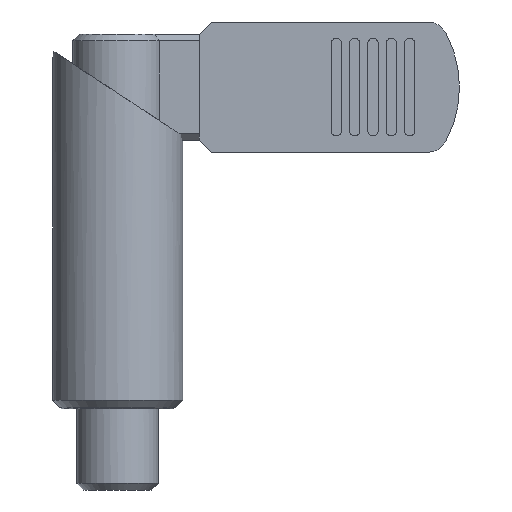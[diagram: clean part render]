
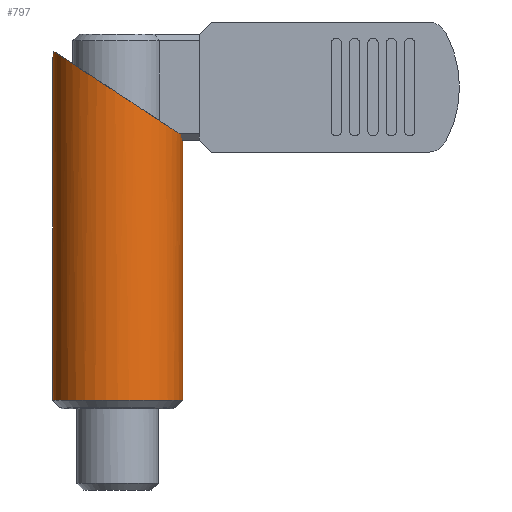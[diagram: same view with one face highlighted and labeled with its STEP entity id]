
A CAD part, front view. The second image highlights one B-rep face of the part: STEP entity #797.
In plain terms, the highlighted cylindrical face has radius 8 mm (diameter 16 mm), a partial arc.
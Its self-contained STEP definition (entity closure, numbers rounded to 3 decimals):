
#733=VERTEX_POINT('',#1762);
#797=ADVANCED_FACE('',(#1840),#1841,.T.);
#825=EDGE_CURVE('',#733,#899,#1876,.T.);
#899=VERTEX_POINT('',#1955);
#1011=VERTEX_POINT('',#2077);
#1133=EDGE_CURVE('',#733,#1443,#2211,.T.);
#1149=EDGE_CURVE('',#1443,#1011,#2228,.T.);
#1307=EDGE_CURVE('',#1417,#899,#2401,.T.);
#1415=EDGE_CURVE('',#1417,#1011,#2528,.T.);
#1417=VERTEX_POINT('',#2530);
#1443=VERTEX_POINT('',#2559);
#1762=CARTESIAN_POINT('',(8.0,0.,33.5));
#1840=FACE_OUTER_BOUND('',#3065,.T.);
#1841=CYLINDRICAL_SURFACE('',#3066,8.0);
#1876=LINE('',#3111,#3112);
#1955=CARTESIAN_POINT('',(8.0,0.,1.));
#2077=CARTESIAN_POINT('',(-8.,0.,42.888));
#2211=ELLIPSE('',#3552,9.569,8.0);
#2228=B_SPLINE_CURVE_WITH_KNOTS('',3,(#3575,#3576,#3577,#3578,#3579,#3580,#3581,#3582,#3583,#3584,#3585,#3586,#3587,#3588),.UNSPECIFIED.,.F.,.F.,(4,2,2,2,2,2,4),(0.768,1.009,1.346,1.682,2.019,2.355,2.692),.UNSPECIFIED.);
#2401=CIRCLE('',#3838,8.0);
#2528=LINE('',#4003,#4004);
#2530=CARTESIAN_POINT('',(-8.0,0.,1.));
#2559=CARTESIAN_POINT('',(-7.838,-1.603,43.894));
#3065=EDGE_LOOP('',(#4543,#4544,#4545,#4546,#4547));
#3066=AXIS2_PLACEMENT_3D('',#4548,#4549,#4550);
#3111=CARTESIAN_POINT('',(8.0,0.,22.5));
#3112=VECTOR('',#4599,1.0);
#3552=AXIS2_PLACEMENT_3D('',#4925,#4926,#4927);
#3575=CARTESIAN_POINT('',(-7.838,-1.603,43.894));
#3576=CARTESIAN_POINT('',(-7.845,-1.566,43.817));
#3577=CARTESIAN_POINT('',(-7.854,-1.524,43.743));
#3578=CARTESIAN_POINT('',(-7.875,-1.411,43.577));
#3579=CARTESIAN_POINT('',(-7.888,-1.337,43.488));
#3580=CARTESIAN_POINT('',(-7.913,-1.18,43.33));
#3581=CARTESIAN_POINT('',(-7.926,-1.091,43.256));
#3582=CARTESIAN_POINT('',(-7.95,-0.897,43.125));
#3583=CARTESIAN_POINT('',(-7.961,-0.792,43.069));
#3584=CARTESIAN_POINT('',(-7.98,-0.573,42.978));
#3585=CARTESIAN_POINT('',(-7.988,-0.458,42.944));
#3586=CARTESIAN_POINT('',(-7.998,-0.228,42.898));
#3587=CARTESIAN_POINT('',(-8.,-0.112,42.888));
#3588=CARTESIAN_POINT('',(-8.,0.,42.888));
#3838=AXIS2_PLACEMENT_3D('',#5136,#5137,#5138);
#4003=CARTESIAN_POINT('',(-8.0,0.,22.5));
#4004=VECTOR('',#5329,1.0);
#4543=ORIENTED_EDGE('',*,*,#1415,.F.);
#4544=ORIENTED_EDGE('',*,*,#1307,.T.);
#4545=ORIENTED_EDGE('',*,*,#825,.F.);
#4546=ORIENTED_EDGE('',*,*,#1133,.T.);
#4547=ORIENTED_EDGE('',*,*,#1149,.T.);
#4548=CARTESIAN_POINT('',(0.,0.,22.5));
#4549=DIRECTION('',(0.,0.,-1.0));
#4550=DIRECTION('',(-1.0,0.,0.));
#4599=DIRECTION('',(0.,0.,-1.0));
#4925=CARTESIAN_POINT('',(0.,0.,38.75));
#4926=DIRECTION('',(-0.549,0.,-0.836));
#4927=DIRECTION('',(-0.836,0.,0.549));
#5136=CARTESIAN_POINT('',(0.,0.,1.));
#5137=DIRECTION('',(0.,0.,1.0));
#5138=DIRECTION('',(-1.0,0.,0.));
#5329=DIRECTION('',(0.,0.,1.0));
